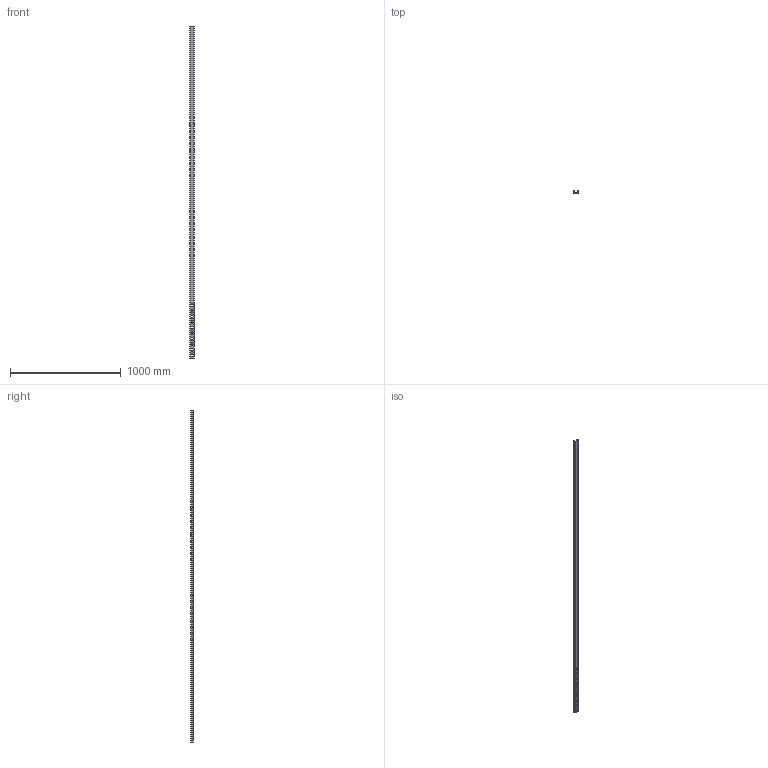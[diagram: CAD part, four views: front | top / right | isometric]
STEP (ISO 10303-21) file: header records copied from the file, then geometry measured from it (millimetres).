
FILE_DESCRIPTION (( 'STEP AP214' ), '1' );
FILE_NAME ('1122947.STEP', '2026-02-05T10:54:54', ( '' ), ( '' ), 'SwSTEP 2.0', 'SolidWorks 2024', '' );
FILE_SCHEMA (( 'AUTOMOTIVE_DESIGN' ));
Length unit declared in the file: millimetre
Products named in the file (1): 1122947
Bounding box: 41 x 21 x 3000 mm (x, y, z)
Volume: 571428.1 mm3; surface area: 585372.1 mm2
Topology: 1 solids, 1 shells, 699 faces, 1848 edges, 1216 vertices
Faces by surface type: plane 427, cylinder 272
Entity records: 21705 total; most frequent: DIRECTION 3792, CARTESIAN_POINT 3764, ORIENTED_EDGE 3696, EDGE_CURVE 1848, VECTOR 1304, LINE 1304, AXIS2_PLACEMENT_3D 1244, VERTEX_POINT 1216
